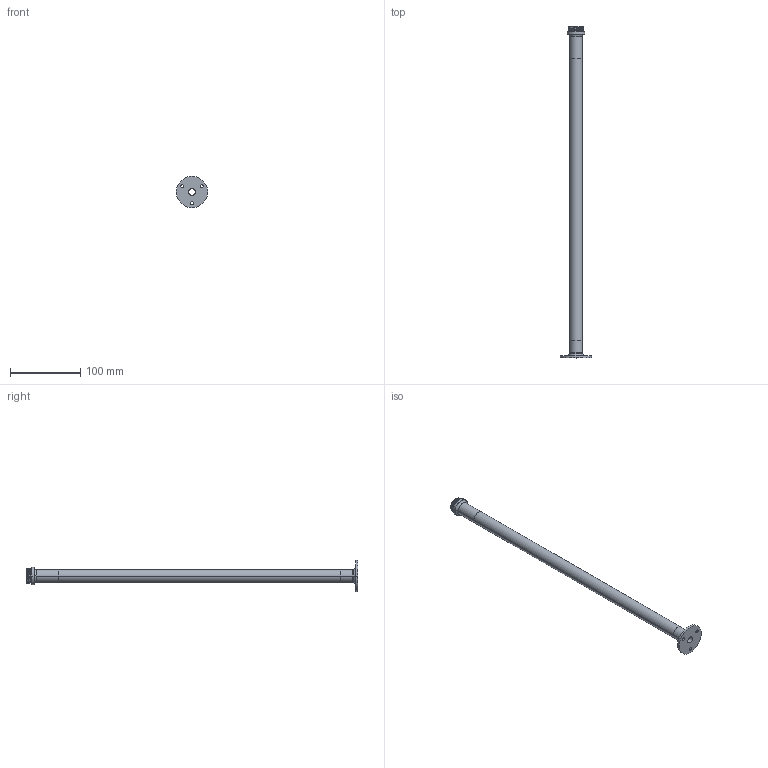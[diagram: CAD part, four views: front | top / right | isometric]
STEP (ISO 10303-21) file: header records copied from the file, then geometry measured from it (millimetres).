
FILE_DESCRIPTION((''),'2;1');
FILE_NAME('170701_SW','2013-02-15T',('banengservice'),('BANNER ENGINEERING'),'PRO/ENGINEER BY PARAMETRIC TECHNOLOGY CORPORATION, 2009141','PRO/ENGINEER BY PARAMETRIC TECHNOLOGY CORPORATION, 2009141','');
FILE_SCHEMA(('CONFIG_CONTROL_DESIGN'));
Length unit declared in the file: inch
Products named in the file (1): 170701_SW
Bounding box: 44.45 x 472.6 x 44.45 mm (x, y, z)
Volume: 17822.4 mm3; surface area: 56820.2 mm2
Topology: 1 solids, 1 shells, 58 faces, 130 edges, 84 vertices
Faces by surface type: cylinder 33, plane 12, cone 6, torus 4, bspline 3
Entity records: 2782 total; most frequent: CARTESIAN_POINT 1399, DIRECTION 296, ORIENTED_EDGE 260, EDGE_CURVE 130, AXIS2_PLACEMENT_3D 129, VERTEX_POINT 84, EDGE_LOOP 76, CIRCLE 74
